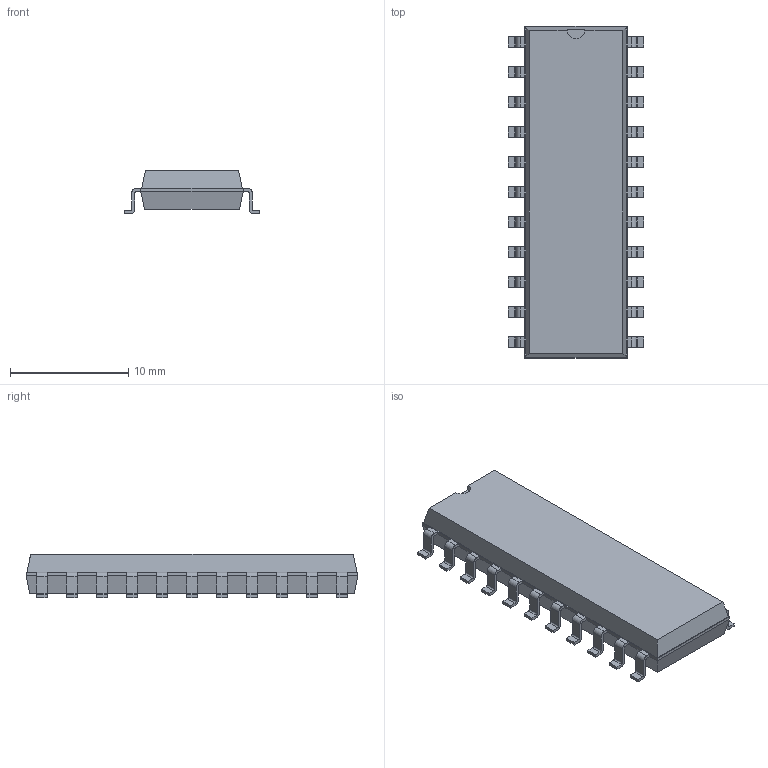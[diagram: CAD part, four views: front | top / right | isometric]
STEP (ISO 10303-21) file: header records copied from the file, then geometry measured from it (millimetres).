
FILE_DESCRIPTION(/* description */ ('model of DIP-22_W10.16mm_SMDSocket'),/* implementation_level */ '2;1');
FILE_NAME(/* name */ 'DIP-22_W10.16mm_SMDSocket.step',/* time_stamp */ '2018-11-04T10:37:39',/* author */ ('kicad StepUp','ksu'),/* organization */ ('FreeCAD'),/* preprocessor_version */ 'OCC',/* originating_system */ 'kicad StepUp',/* authorisation */ '');
FILE_SCHEMA(('AUTOMOTIVE_DESIGN { 1 0 10303 214 1 1 1 1 }'));
Length unit declared in the file: millimetre
Products named in the file (1): DIP_22_W1016mm_SMDSocket
Bounding box: 11.49 x 28.06 x 3.68 mm (x, y, z)
Volume: 773.4 mm3; surface area: 842.6 mm2
Topology: 1 solids, 1 shells, 372 faces, 968 edges, 598 vertices
Faces by surface type: plane 227, cylinder 89, bspline 56
Entity records: 7411 total; most frequent: ORIENTED_EDGE 1608, CARTESIAN_POINT 1099, EDGE_CURVE 968, VERTEX_POINT 598, LINE 592, AXIS2_PLACEMENT_3D 445, ADVANCED_FACE 372, FACE_BOUND 372
